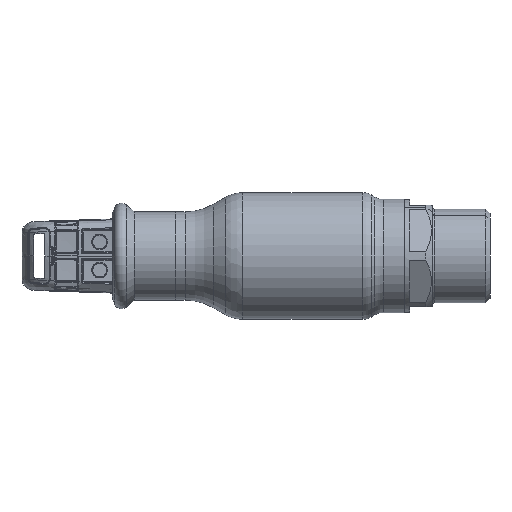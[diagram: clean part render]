
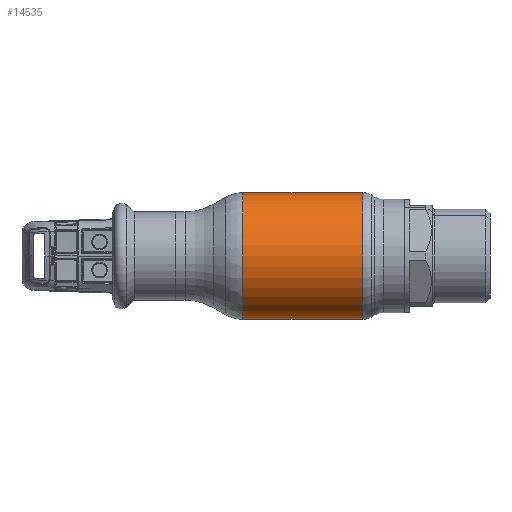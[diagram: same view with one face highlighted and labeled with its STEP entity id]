
A CAD part, front view. The second image highlights one B-rep face of the part: STEP entity #14535.
In plain terms, the highlighted cylindrical face has radius 22.5 mm (diameter 45 mm), a partial arc.
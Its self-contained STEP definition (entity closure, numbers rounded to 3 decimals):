
#541 = DIRECTION ( 'NONE',  ( -1., 0., 0. ) ) ;
#2958 = EDGE_CURVE ( 'NONE', #19675, #31112, #13296, .T. ) ;
#3657 = CARTESIAN_POINT ( 'NONE',  ( -62.69, 0., 0. ) ) ;
#4268 = CARTESIAN_POINT ( 'NONE',  ( -21.285, 0., 22.5 ) ) ;
#5509 = CARTESIAN_POINT ( 'NONE',  ( -62.69, 0., -22.5 ) ) ;
#7937 = VECTOR ( 'NONE', #41088, 1000. ) ;
#10623 = DIRECTION ( 'NONE',  ( 0., 0., 1. ) ) ;
#11045 = LINE ( 'NONE', #43853, #22082 ) ;
#12039 = AXIS2_PLACEMENT_3D ( 'NONE', #3657, #45197, #46515 ) ;
#13296 = CIRCLE ( 'NONE', #61868, 22.5 ) ;
#14535 = ADVANCED_FACE ( 'NONE', ( #20913 ), #24839, .T. ) ;
#16633 = CARTESIAN_POINT ( 'NONE',  ( 21.285, 0., 22.5 ) ) ;
#16977 = ORIENTED_EDGE ( 'NONE', *, *, #25688, .F. ) ;
#17018 = CARTESIAN_POINT ( 'NONE',  ( 21.285, 0., -22.5 ) ) ;
#18778 = VERTEX_POINT ( 'NONE', #4268 ) ;
#19255 = CIRCLE ( 'NONE', #27677, 22.5 ) ;
#19675 = VERTEX_POINT ( 'NONE', #17018 ) ;
#20361 = CARTESIAN_POINT ( 'NONE',  ( 21.285, 0., 0. ) ) ;
#20913 = FACE_OUTER_BOUND ( 'NONE', #52396, .T. ) ;
#22082 = VECTOR ( 'NONE', #58409, 1000. ) ;
#22950 = LINE ( 'NONE', #5509, #7937 ) ;
#24022 = DIRECTION ( 'NONE',  ( 0., 0., 1. ) ) ;
#24839 = CYLINDRICAL_SURFACE ( 'NONE', #12039, 22.5 ) ;
#25688 = EDGE_CURVE ( 'NONE', #19675, #34637, #22950, .T. ) ;
#27677 = AXIS2_PLACEMENT_3D ( 'NONE', #44393, #54551, #24022 ) ;
#29713 = CARTESIAN_POINT ( 'NONE',  ( -21.285, 0., -22.5 ) ) ;
#31112 = VERTEX_POINT ( 'NONE', #16633 ) ;
#34637 = VERTEX_POINT ( 'NONE', #29713 ) ;
#41088 = DIRECTION ( 'NONE',  ( -1., 0., 0. ) ) ;
#43853 = CARTESIAN_POINT ( 'NONE',  ( -62.69, 0., 22.5 ) ) ;
#44393 = CARTESIAN_POINT ( 'NONE',  ( -21.285, 0., 0. ) ) ;
#45197 = DIRECTION ( 'NONE',  ( -1., 0., 0. ) ) ;
#46515 = DIRECTION ( 'NONE',  ( 0., 0., 1. ) ) ;
#47485 = ORIENTED_EDGE ( 'NONE', *, *, #48774, .F. ) ;
#47725 = ORIENTED_EDGE ( 'NONE', *, *, #2958, .T. ) ;
#48774 = EDGE_CURVE ( 'NONE', #34637, #18778, #19255, .T. ) ;
#52396 = EDGE_LOOP ( 'NONE', ( #16977, #47725, #59113, #47485 ) ) ;
#54551 = DIRECTION ( 'NONE',  ( -1., 0., 0. ) ) ;
#54854 = EDGE_CURVE ( 'NONE', #31112, #18778, #11045, .T. ) ;
#58409 = DIRECTION ( 'NONE',  ( -1., 0., 0. ) ) ;
#59113 = ORIENTED_EDGE ( 'NONE', *, *, #54854, .T. ) ;
#61868 = AXIS2_PLACEMENT_3D ( 'NONE', #20361, #541, #10623 ) ;
